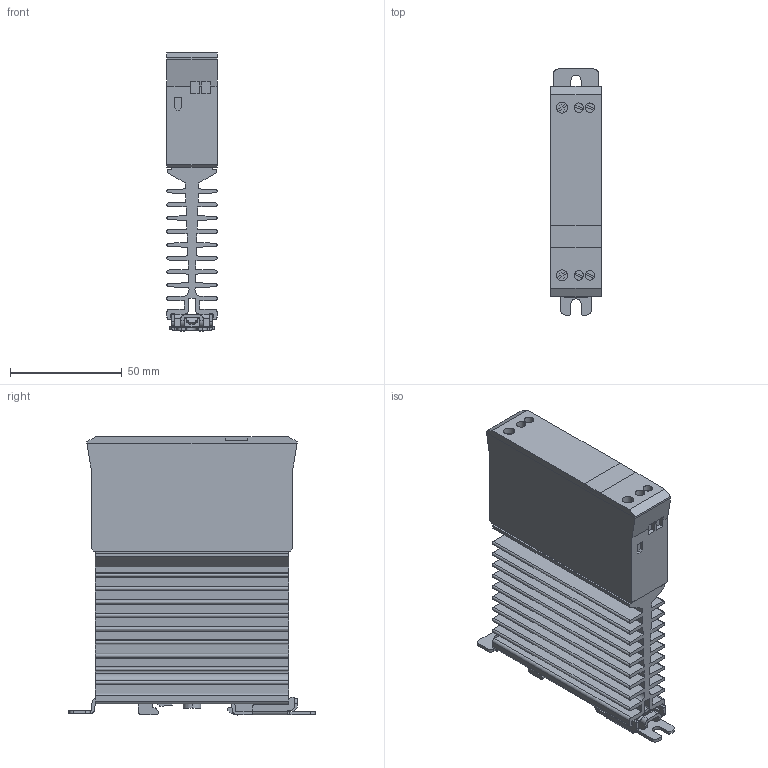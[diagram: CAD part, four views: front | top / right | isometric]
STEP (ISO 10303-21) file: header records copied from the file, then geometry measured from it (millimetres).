
FILE_DESCRIPTION (( 'STEP AP214' ), '1' );
FILE_NAME ('SC1DD2315.STEP', '2025-04-02T11:22:59', ( '' ), ( '' ), 'SwSTEP 2.0', 'SolidWorks 2021', '' );
FILE_SCHEMA (( 'AUTOMOTIVE_DESIGN' ));
Length unit declared in the file: inch
Products named in the file (1): SC1DD2315
Bounding box: 22.5 x 110 x 124.32 mm (x, y, z)
Volume: 166231.9 mm3; surface area: 74440 mm2
Topology: 6 solids, 6 shells, 489 faces, 1399 edges, 926 vertices
Faces by surface type: plane 326, cylinder 161, bspline 2
Entity records: 16252 total; most frequent: CARTESIAN_POINT 3043, ORIENTED_EDGE 2798, DIRECTION 2699, EDGE_CURVE 1399, LINE 1039, VECTOR 1039, VERTEX_POINT 926, AXIS2_PLACEMENT_3D 830
